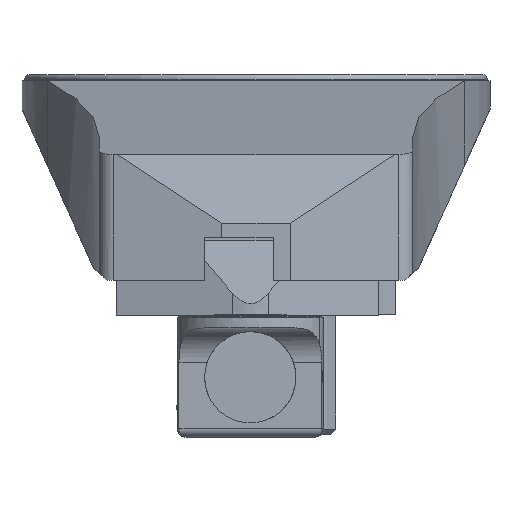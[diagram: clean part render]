
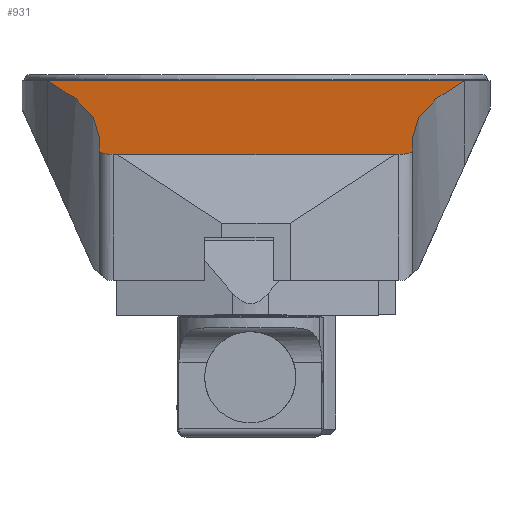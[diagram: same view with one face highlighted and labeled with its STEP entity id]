
A CAD part, left-side view. The second image highlights one B-rep face of the part: STEP entity #931.
In plain terms, the highlighted planar face has unit normal (-0.202, 0, 0.979).
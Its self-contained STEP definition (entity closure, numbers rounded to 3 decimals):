
#515=ELLIPSE('',#7811,265.472,260.);
#520=ELLIPSE('',#7819,265.472,260.);
#530=ELLIPSE('',#7833,6.126,6.);
#531=ELLIPSE('',#7834,6.126,6.);
#532=ELLIPSE('',#7835,132.736,130.);
#533=ELLIPSE('',#7836,132.736,130.);
#570=FACE_OUTER_BOUND('',#3151,.T.);
#931=ADVANCED_FACE('',(#570),#1335,.F.);
#1335=PLANE('',#7837);
#1657=LINE('',#10366,#2346);
#1675=LINE('',#10413,#2364);
#1677=LINE('',#10417,#2366);
#1681=LINE('',#10425,#2370);
#1697=LINE('',#10458,#2386);
#1703=LINE('',#10471,#2392);
#2346=VECTOR('',#8436,1.);
#2364=VECTOR('',#8468,1.);
#2366=VECTOR('',#8472,1.);
#2370=VECTOR('',#8478,1.);
#2386=VECTOR('',#8502,1.);
#2392=VECTOR('',#8512,1.);
#3151=EDGE_LOOP('',(#3741,#3742,#3743,#3744,#3745,#3746,#3747,#3748,#3749,
#3750,#3751,#3752));
#3741=ORIENTED_EDGE('',*,*,#6477,.T.);
#3742=ORIENTED_EDGE('',*,*,#6533,.T.);
#3743=ORIENTED_EDGE('',*,*,#6461,.T.);
#3744=ORIENTED_EDGE('',*,*,#6457,.F.);
#3745=ORIENTED_EDGE('',*,*,#6455,.T.);
#3746=ORIENTED_EDGE('',*,*,#6534,.T.);
#3747=ORIENTED_EDGE('',*,*,#6483,.T.);
#3748=ORIENTED_EDGE('',*,*,#6509,.T.);
#3749=ORIENTED_EDGE('',*,*,#6535,.T.);
#3750=ORIENTED_EDGE('',*,*,#6433,.T.);
#3751=ORIENTED_EDGE('',*,*,#6536,.T.);
#3752=ORIENTED_EDGE('',*,*,#6518,.T.);
#5715=VERTEX_POINT('',#10367);
#5716=VERTEX_POINT('',#10368);
#5736=VERTEX_POINT('',#10412);
#5737=VERTEX_POINT('',#10414);
#5738=VERTEX_POINT('',#10418);
#5741=VERTEX_POINT('',#10426);
#5753=VERTEX_POINT('',#10457);
#5754=VERTEX_POINT('',#10459);
#5759=VERTEX_POINT('',#10472);
#5760=VERTEX_POINT('',#10473);
#5781=VERTEX_POINT('',#10522);
#5787=VERTEX_POINT('',#10541);
#6433=EDGE_CURVE('',#5715,#5716,#1657,.T.);
#6455=EDGE_CURVE('',#5737,#5736,#1675,.T.);
#6457=EDGE_CURVE('',#5737,#5738,#1677,.T.);
#6461=EDGE_CURVE('',#5741,#5738,#1681,.T.);
#6477=EDGE_CURVE('',#5754,#5753,#1697,.T.);
#6483=EDGE_CURVE('',#5759,#5760,#1703,.T.);
#6509=EDGE_CURVE('',#5760,#5781,#515,.T.);
#6518=EDGE_CURVE('',#5787,#5754,#520,.T.);
#6533=EDGE_CURVE('',#5753,#5741,#530,.T.);
#6534=EDGE_CURVE('',#5736,#5759,#531,.T.);
#6535=EDGE_CURVE('',#5781,#5715,#532,.T.);
#6536=EDGE_CURVE('',#5716,#5787,#533,.T.);
#7811=AXIS2_PLACEMENT_3D('',#10523,#8549,#8550);
#7819=AXIS2_PLACEMENT_3D('',#10540,#8569,#8570);
#7833=AXIS2_PLACEMENT_3D('',#10567,#8602,#8603);
#7834=AXIS2_PLACEMENT_3D('',#10568,#8604,#8605);
#7835=AXIS2_PLACEMENT_3D('',#10569,#8606,#8607);
#7836=AXIS2_PLACEMENT_3D('',#10570,#8608,#8609);
#7837=AXIS2_PLACEMENT_3D('',#10571,#8610,#8611);
#8436=DIRECTION('',(0.,1.,0.));
#8468=DIRECTION('',(0.174,-0.984,0.036));
#8472=DIRECTION('',(0.,1.,0.));
#8478=DIRECTION('',(-0.174,-0.984,-0.036));
#8502=DIRECTION('',(-0.979,0.,-0.202));
#8512=DIRECTION('',(0.979,0.,0.202));
#8549=DIRECTION('',(0.202,0.,-0.979));
#8550=DIRECTION('',(0.979,0.,0.202));
#8569=DIRECTION('',(0.202,0.,-0.979));
#8570=DIRECTION('',(0.979,0.,0.202));
#8602=DIRECTION('',(-0.202,0.,0.979));
#8603=DIRECTION('',(0.979,0.,0.202));
#8604=DIRECTION('',(-0.202,0.,0.979));
#8605=DIRECTION('',(-0.979,0.,-0.202));
#8606=DIRECTION('',(-0.202,0.,0.979));
#8607=DIRECTION('',(0.979,0.,0.202));
#8608=DIRECTION('',(-0.202,0.,0.979));
#8609=DIRECTION('',(0.979,0.,0.202));
#8610=DIRECTION('',(0.202,0.,-0.979));
#8611=DIRECTION('',(0.979,0.,0.202));
#10366=CARTESIAN_POINT('',(-86.5,-219.,-2.));
#10367=CARTESIAN_POINT('',(-86.5,-73.12,-2.));
#10368=CARTESIAN_POINT('',(-86.5,73.12,-2.));
#10412=CARTESIAN_POINT('',(-212.292,-50.042,-27.943));
#10413=CARTESIAN_POINT('',(-219.141,-11.201,-29.355));
#10414=CARTESIAN_POINT('',(-212.569,-48.471,-28.));
#10417=CARTESIAN_POINT('',(-212.569,-219.,-28.));
#10418=CARTESIAN_POINT('',(-212.569,48.471,-28.));
#10425=CARTESIAN_POINT('',(-219.141,11.201,-29.355));
#10426=CARTESIAN_POINT('',(-212.292,50.042,-27.943));
#10457=CARTESIAN_POINT('',(-206.383,55.,-26.724));
#10458=CARTESIAN_POINT('',(-86.5,55.,-2.));
#10459=CARTESIAN_POINT('',(-181.865,55.,-21.668));
#10471=CARTESIAN_POINT('',(-86.5,-55.,-2.));
#10472=CARTESIAN_POINT('',(-206.383,-55.,-26.724));
#10473=CARTESIAN_POINT('',(-181.865,-55.,-21.668));
#10522=CARTESIAN_POINT('',(-86.807,-73.,-2.063));
#10523=CARTESIAN_POINT('',(-181.865,-315.,-21.668));
#10540=CARTESIAN_POINT('',(-181.865,315.,-21.668));
#10541=CARTESIAN_POINT('',(-86.807,73.,-2.063));
#10567=CARTESIAN_POINT('',(-206.383,49.,-26.724));
#10568=CARTESIAN_POINT('',(-206.383,-49.,-26.724));
#10569=CARTESIAN_POINT('',(-39.279,48.,7.739));
#10570=CARTESIAN_POINT('',(-39.279,-48.,7.739));
#10571=CARTESIAN_POINT('',(-86.5,-219.,-2.));
